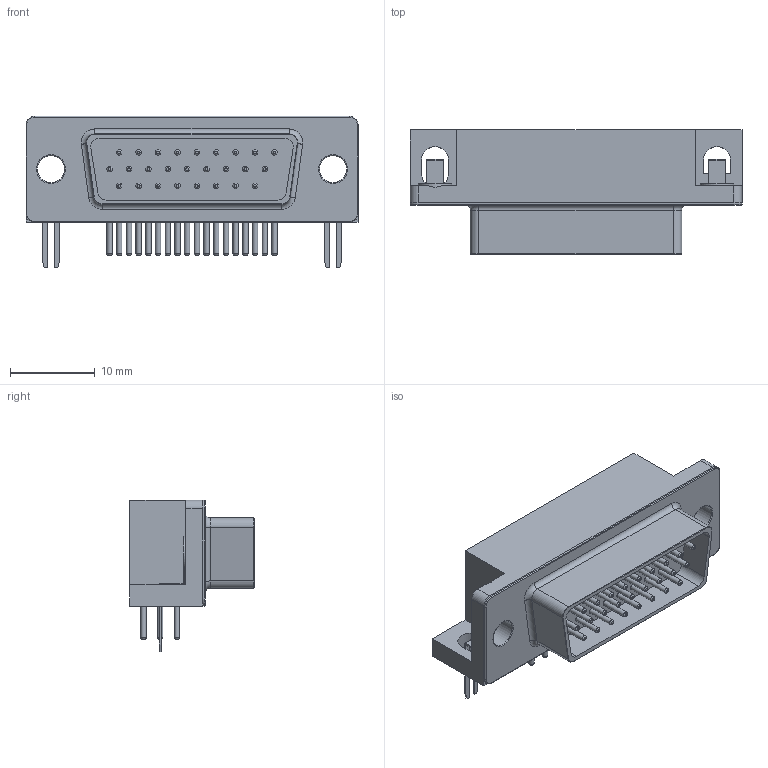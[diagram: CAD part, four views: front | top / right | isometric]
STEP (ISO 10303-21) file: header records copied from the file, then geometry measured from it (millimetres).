
FILE_DESCRIPTION(/* description */ ('model of DSUB-26-HD_Male_Horizontal_P2.29x1.98mm_EdgePinOffset3.03mm_Housed_MountingHolesOffset4.94mm'),/* implementation_level */ '2;1');
FILE_NAME(/* name */ 'DSUB-26-HD_Male_Horizontal_P2.29x1.98mm_EdgePinOffset3.03mm_Housed_MountingHolesOffset4.94mm.step',/* time_stamp */ '2024-02-10T16:05:42',/* author */ ('KiCAD','kicad'),/* organization */ ('OCCT'),/* preprocessor_version */ '',/* originating_system */ 'KiCAD',/* authorisation */ '');
FILE_SCHEMA(('AUTOMOTIVE_DESIGN { 1 0 10303 214 1 1 1 1 }'));
Length unit declared in the file: millimetre
Products named in the file (1): DSUB-26-HD_Male_Horizontal_P2.29x1.98mm_EdgePinOffset3.03mm_Housed_
MountingHolesOffset4.94mm
Bounding box: 39.2 x 14.7 x 17.9 mm (x, y, z)
Volume: 4136.1 mm3; surface area: 3259.7 mm2
Topology: 1 solids, 2 shells, 310 faces, 682 edges, 424 vertices
Faces by surface type: plane 126, cylinder 114, torus 62, cone 4, revolution 4
Full cylindrical faces by diameter (mm): 0.64 x78, 3.2 x2, 4 x2
Entity records: 13160 total; most frequent: CARTESIAN_POINT 1843, DIRECTION 1654, ORIENTED_EDGE 1364, EDGE_CURVE 682, AXIS2_PLACEMENT_3D 667, PRESENTATION_STYLE_ASSIGNMENT 448, SURFACE_STYLE_USAGE 448, SURFACE_SIDE_STYLE 448
